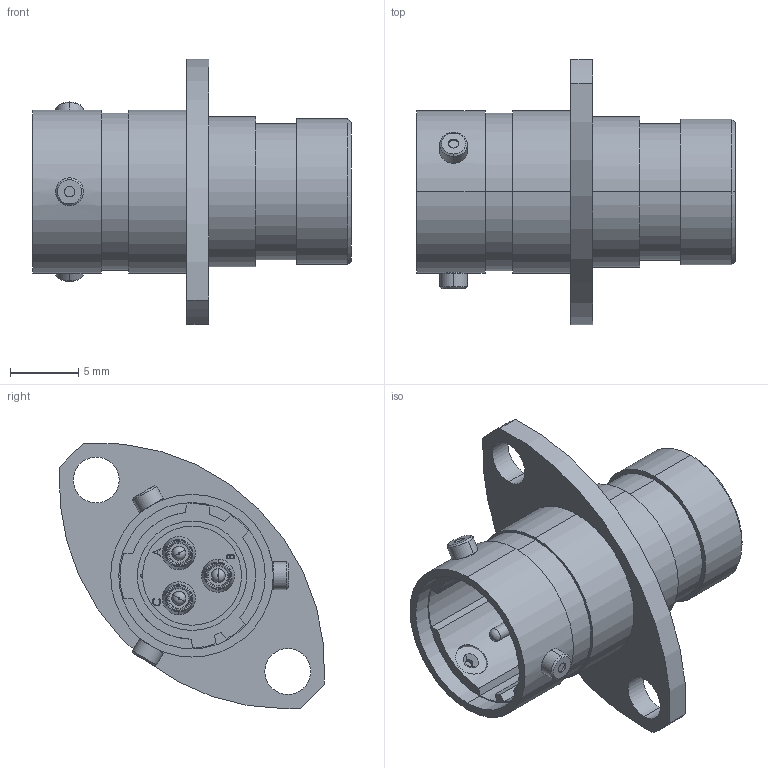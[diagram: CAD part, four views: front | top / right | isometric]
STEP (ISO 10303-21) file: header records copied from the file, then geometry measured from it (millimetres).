
FILE_DESCRIPTION (( 'STEP AP214' ), '1' );
FILE_NAME ('AS007-98PN.STEP', '2016-08-01T11:44:18', ( 'TE Connectivity' ), ( 'TE Connectivity' ), 'SwSTEP 2.0', 'SolidWorks 2014', '' );
FILE_SCHEMA (( 'AUTOMOTIVE_DESIGN' ));
Length unit declared in the file: millimetre
Products named in the file (1): AS007-98PN
Bounding box: 23.3 x 19.35 x 19.38 mm (x, y, z)
Volume: 1793.8 mm3; surface area: 2217.6 mm2
Topology: 4 solids, 10 shells, 496 faces, 1095 edges, 677 vertices
Faces by surface type: cylinder 160, plane 136, torus 84, cone 68, bspline 36, sphere 12
Entity records: 21247 total; most frequent: CARTESIAN_POINT 4959, DIRECTION 2428, ORIENTED_EDGE 2144, EDGE_CURVE 1072, AXIS2_PLACEMENT_3D 1001, VERTEX_POINT 666, EDGE_LOOP 574, CIRCLE 544
